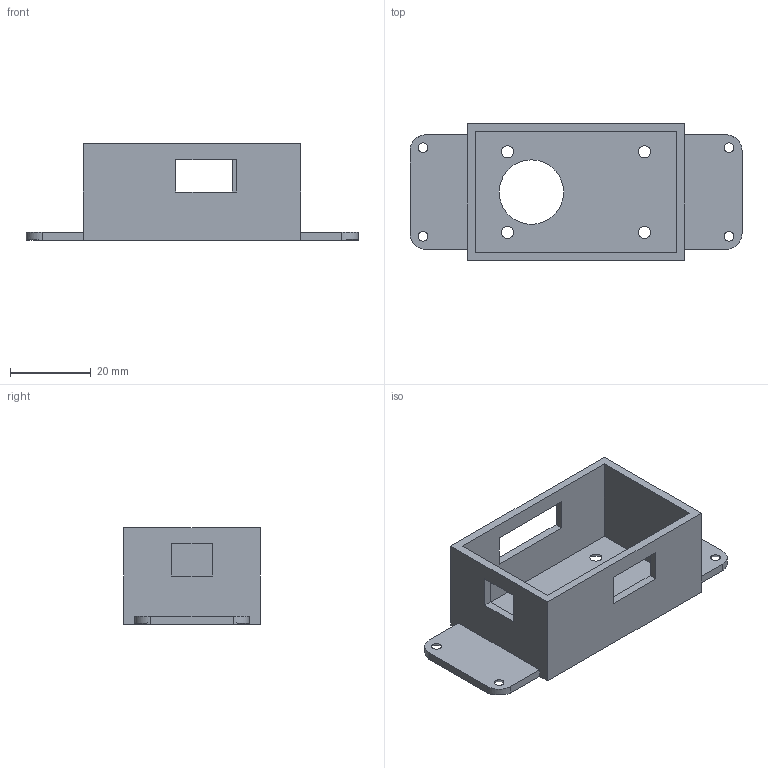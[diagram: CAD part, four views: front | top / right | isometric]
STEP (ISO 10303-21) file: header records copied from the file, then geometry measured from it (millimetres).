
FILE_DESCRIPTION (( 'STEP AP214' ), '1' );
FILE_NAME ('Placa traseira camera.STEP', '2023-05-29T22:31:45', ( '' ), ( '' ), 'SwSTEP 2.0', 'SolidWorks 2022', '' );
FILE_SCHEMA (( 'AUTOMOTIVE_DESIGN' ));
Length unit declared in the file: millimetre
Products named in the file (1): Placa traseira camera
Bounding box: 82.4 x 34 x 24 mm (x, y, z)
Volume: 11157.8 mm3; surface area: 12447.5 mm2
Topology: 1 solids, 1 shells, 180 faces, 510 edges, 340 vertices
Faces by surface type: plane 116, bspline 42, cone 16, cylinder 6
Entity records: 6218 total; most frequent: CARTESIAN_POINT 1719, ORIENTED_EDGE 1020, DIRECTION 742, EDGE_CURVE 510, VECTOR 368, LINE 368, VERTEX_POINT 340, EDGE_LOOP 212
